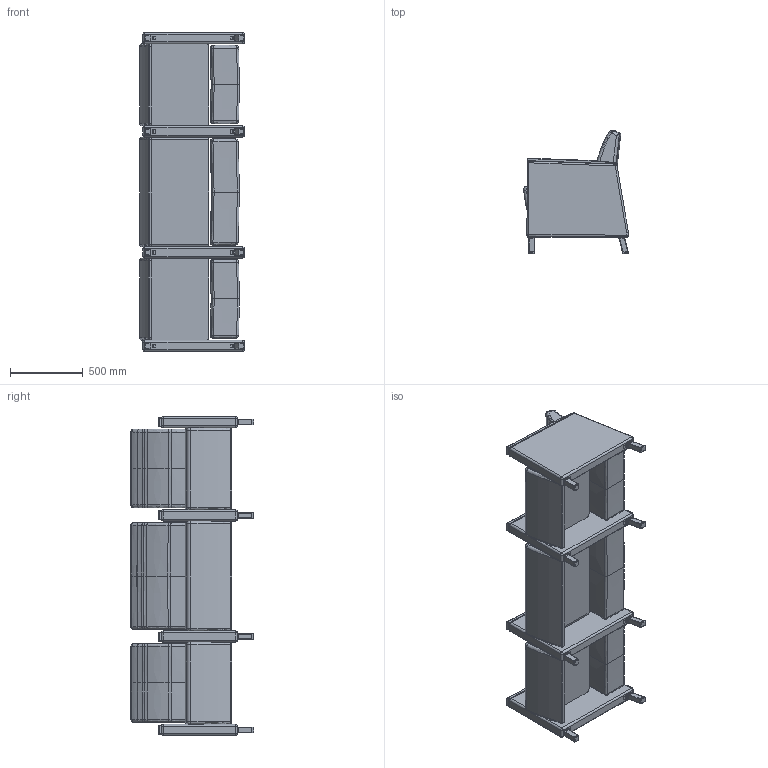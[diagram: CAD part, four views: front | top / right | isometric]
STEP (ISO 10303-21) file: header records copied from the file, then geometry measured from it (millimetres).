
FILE_DESCRIPTION(/* description */ (''),/* implementation_level */ '2;1');
FILE_NAME(/* name */ 'KMU30IBCU-W-J.stp',/* time_stamp */ '2021-02-09T16:13:00-05:00',/* author */ ('jbosley'),/* organization */ (''),/* preprocessor_version */ 'ST-DEVELOPER v18',/* originating_system */ 'Autodesk Inventor 2020',/* authorisation */ '');
FILE_SCHEMA (('AUTOMOTIVE_DESIGN { 1 0 10303 214 3 1 1 }'));
Length unit declared in the file: inch
Products named in the file (19): KMU30IBCU-W-J; KOU10 NEW BACK; KOU10 SEAT; KMU10BU-W-J; KOU10B NEW BACK; KOU10 SEAT_1; LEG MBO11; LEG MBO11_1; LEG MBO11_2; LEG MBO11 TOP PLATE; LEG 4-1; LEG 4-1_1; LEG 4-1_2; LEG 4-1 TOP PLATE; LEG CAP 1.5-1 (GENERIC); LEG CAP KOL-1 (GENERIC); KMU10U-W-J; KMU10 ARM; WAC KMU10-B
Assembly tree (35 placements, depth 4):
  KMU30IBCU-W-J
    KOU10 NEW BACK  x2
    KOU10 SEAT  x2
    KMU10U-W-J  x2
      KMU10 ARM
      WAC KMU10-B
    LEG 4-1  x2
      LEG 4-1_1
      LEG 4-1_2
      LEG 4-1 TOP PLATE
    LEG CAP 1.5-1 (GENERIC)  x2
    LEG MBO11  x2
      LEG MBO11_1
      LEG MBO11_2
      LEG MBO11 TOP PLATE
    LEG CAP KOL-1 (GENERIC)  x2
    KMU10BU-W-J
      KOU10B NEW BACK
      KOU10 SEAT_1
      LEG MBO11  x2
        LEG MBO11_1
        LEG MBO11_2
        LEG MBO11 TOP PLATE
      LEG 4-1  x2
        LEG 4-1_1
        LEG 4-1_2
        LEG 4-1 TOP PLATE
      LEG CAP 1.5-1 (GENERIC)  x2
      LEG CAP KOL-1 (GENERIC)  x2
      KMU10U-W-J  x2
        KMU10 ARM
        WAC KMU10-B
Bounding box: 720.93 x 848.92 x 2190.75 mm (x, y, z)
Volume: 421223552.3 mm3; surface area: 10697889.2 mm2
Topology: 70 solids, 70 shells, 1305 faces, 2979 edges, 1800 vertices
Faces by surface type: plane 489, cylinder 380, bspline 314, sphere 64, torus 58
Full cylindrical faces by diameter (mm): 1.587 x16, 9.525 x16
Entity records: 19918 total; most frequent: CARTESIAN_POINT 9631, ORIENTED_EDGE 2154, DIRECTION 1667, EDGE_CURVE 1077, AXIS2_PLACEMENT_3D 649, VERTEX_POINT 644, EDGE_LOOP 487, FACE_OUTER_BOUND 474
